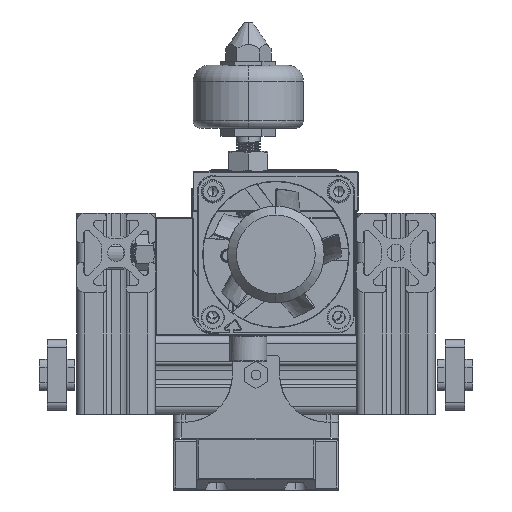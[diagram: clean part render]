
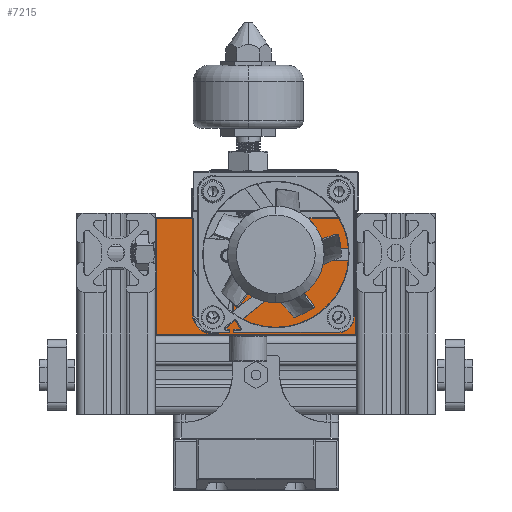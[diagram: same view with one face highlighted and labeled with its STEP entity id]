
A CAD part, front view. The second image highlights one B-rep face of the part: STEP entity #7215.
In plain terms, the highlighted face is planar.
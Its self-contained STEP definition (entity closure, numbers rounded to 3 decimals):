
#6333=CARTESIAN_POINT('Vertex',(6.117,47.743,34.085)) ;
#6336=CARTESIAN_POINT('Axis2P3D Location',(6.117,47.743,37.085)) ;
#6340=CARTESIAN_POINT('Vertex',(6.117,47.743,40.085)) ;
#6373=CARTESIAN_POINT('Vertex',(42.277,47.743,37.185)) ;
#6376=CARTESIAN_POINT('Axis2P3D Location',(37.077,47.743,37.185)) ;
#6380=CARTESIAN_POINT('Vertex',(37.077,47.743,31.985)) ;
#6400=CARTESIAN_POINT('Axis2P3D Location',(37.077,47.743,37.185)) ;
#6404=CARTESIAN_POINT('Vertex',(31.877,47.743,37.185)) ;
#6523=CARTESIAN_POINT('Vertex',(51.417,47.743,61.385)) ;
#6542=CARTESIAN_POINT('Vertex',(51.417,47.743,31.785)) ;
#6545=CARTESIAN_POINT('Line Origine',(51.417,47.743,46.585)) ;
#6733=CARTESIAN_POINT('Vertex',(42.277,47.743,61.385)) ;
#6741=CARTESIAN_POINT('Line Origine',(46.847,47.743,61.385)) ;
#6772=CARTESIAN_POINT('Line Origine',(42.277,47.743,49.285)) ;
#7103=CARTESIAN_POINT('Vertex',(31.877,47.743,43.385)) ;
#7106=CARTESIAN_POINT('Line Origine',(31.877,47.743,40.285)) ;
#7128=CARTESIAN_POINT('Axis2P3D Location',(6.117,47.743,37.085)) ;
#7140=CARTESIAN_POINT('Axis2P3D Location',(26.117,47.743,46.585)) ;
#7145=CARTESIAN_POINT('Line Origine',(25.747,47.743,43.385)) ;
#7149=CARTESIAN_POINT('Vertex',(19.617,47.743,43.385)) ;
#7152=CARTESIAN_POINT('Line Origine',(26.117,47.743,31.785)) ;
#7156=CARTESIAN_POINT('Vertex',(0.817,47.743,31.785)) ;
#7159=CARTESIAN_POINT('Line Origine',(0.817,47.743,46.585)) ;
#7163=CARTESIAN_POINT('Vertex',(0.817,47.743,61.385)) ;
#7166=CARTESIAN_POINT('Line Origine',(6.617,47.743,61.385)) ;
#7170=CARTESIAN_POINT('Vertex',(12.417,47.743,61.385)) ;
#7173=CARTESIAN_POINT('Line Origine',(12.417,47.743,55.985)) ;
#7177=CARTESIAN_POINT('Vertex',(12.417,47.743,50.585)) ;
#7181=CARTESIAN_POINT('Control Point',(12.417,47.743,50.585)) ;
#7182=CARTESIAN_POINT('Control Point',(12.417,47.743,49.927)) ;
#7183=CARTESIAN_POINT('Control Point',(12.492,47.743,49.27)) ;
#7184=CARTESIAN_POINT('Control Point',(12.642,47.743,48.624)) ;
#7185=CARTESIAN_POINT('Control Point',(13.087,47.743,47.378)) ;
#7186=CARTESIAN_POINT('Control Point',(13.801,47.743,46.264)) ;
#7187=CARTESIAN_POINT('Control Point',(14.22,47.743,45.751)) ;
#7188=CARTESIAN_POINT('Control Point',(15.168,47.743,44.828)) ;
#7189=CARTESIAN_POINT('Control Point',(16.3,47.743,44.143)) ;
#7190=CARTESIAN_POINT('Control Point',(16.903,47.743,43.867)) ;
#7191=CARTESIAN_POINT('Control Point',(17.809,47.743,43.571)) ;
#7192=CARTESIAN_POINT('Control Point',(18.747,47.743,43.429)) ;
#7193=CARTESIAN_POINT('Control Point',(19.037,47.743,43.399)) ;
#7194=CARTESIAN_POINT('Control Point',(19.327,47.743,43.385)) ;
#7195=CARTESIAN_POINT('Control Point',(19.617,47.743,43.385)) ;
#6337=DIRECTION('Axis2P3D Direction',(-0.,1.,0.)) ;
#6377=DIRECTION('Axis2P3D Direction',(-0.,1.,0.)) ;
#6401=DIRECTION('Axis2P3D Direction',(-0.,1.,0.)) ;
#6546=DIRECTION('Vector Direction',(0.,0.,-1.)) ;
#6742=DIRECTION('Vector Direction',(1.,0.,0.)) ;
#6773=DIRECTION('Vector Direction',(0.,0.,1.)) ;
#7107=DIRECTION('Vector Direction',(0.,0.,-1.)) ;
#7129=DIRECTION('Axis2P3D Direction',(-0.,1.,0.)) ;
#7141=DIRECTION('Axis2P3D Direction',(0.,1.,0.)) ;
#7142=DIRECTION('Axis2P3D XDirection',(0.,0.,1.)) ;
#7146=DIRECTION('Vector Direction',(1.,0.,0.)) ;
#7153=DIRECTION('Vector Direction',(-1.,0.,0.)) ;
#7160=DIRECTION('Vector Direction',(0.,0.,1.)) ;
#7167=DIRECTION('Vector Direction',(1.,0.,0.)) ;
#7174=DIRECTION('Vector Direction',(0.,0.,-1.)) ;
#6338=AXIS2_PLACEMENT_3D('Circle Axis2P3D',#6336,#6337,$) ;
#6378=AXIS2_PLACEMENT_3D('Circle Axis2P3D',#6376,#6377,$) ;
#6402=AXIS2_PLACEMENT_3D('Circle Axis2P3D',#6400,#6401,$) ;
#7130=AXIS2_PLACEMENT_3D('Circle Axis2P3D',#7128,#7129,$) ;
#7143=AXIS2_PLACEMENT_3D('Plane Axis2P3D',#7140,#7141,#7142) ;
#7198=ORIENTED_EDGE('',*,*,#7151,.T.) ;
#7199=ORIENTED_EDGE('',*,*,#7110,.T.) ;
#7200=ORIENTED_EDGE('',*,*,#6406,.T.) ;
#7201=ORIENTED_EDGE('',*,*,#6382,.T.) ;
#7202=ORIENTED_EDGE('',*,*,#6776,.T.) ;
#7203=ORIENTED_EDGE('',*,*,#6745,.T.) ;
#7204=ORIENTED_EDGE('',*,*,#6549,.T.) ;
#7205=ORIENTED_EDGE('',*,*,#7158,.T.) ;
#7206=ORIENTED_EDGE('',*,*,#7165,.T.) ;
#7207=ORIENTED_EDGE('',*,*,#7172,.T.) ;
#7208=ORIENTED_EDGE('',*,*,#7179,.T.) ;
#7209=ORIENTED_EDGE('',*,*,#7196,.T.) ;
#7212=ORIENTED_EDGE('',*,*,#7132,.F.) ;
#7213=ORIENTED_EDGE('',*,*,#6342,.F.) ;
#7214=FACE_BOUND('',#7211,.T.) ;
#6547=VECTOR('Line Direction',#6546,1.) ;
#6743=VECTOR('Line Direction',#6742,1.) ;
#6774=VECTOR('Line Direction',#6773,1.) ;
#7108=VECTOR('Line Direction',#7107,1.) ;
#7147=VECTOR('Line Direction',#7146,1.) ;
#7154=VECTOR('Line Direction',#7153,1.) ;
#7161=VECTOR('Line Direction',#7160,1.) ;
#7168=VECTOR('Line Direction',#7167,1.) ;
#7175=VECTOR('Line Direction',#7174,1.) ;
#7215=ADVANCED_FACE('NONE',(#7210,#7214),#7144,.T.) ;
#7180=B_SPLINE_CURVE_WITH_KNOTS('',5,(#7181,#7182,#7183,#7184,#7185,#7186,#7187,#7188,#7189,#7190,#7191,#7192,#7193,#7194,#7195),.UNSPECIFIED.,.F.,.U.,(6,3,3,3,6),(0.,4.648,9.295,13.943,15.993),.UNSPECIFIED.) ;
#6339=CIRCLE('generated circle',#6338,3.) ;
#6379=CIRCLE('generated circle',#6378,5.2) ;
#6403=CIRCLE('generated circle',#6402,5.2) ;
#7131=CIRCLE('generated circle',#7130,3.) ;
#6342=EDGE_CURVE('',#6334,#6341,#6339,.T.) ;
#6382=EDGE_CURVE('',#6381,#6374,#6379,.F.) ;
#6406=EDGE_CURVE('',#6405,#6381,#6403,.F.) ;
#6549=EDGE_CURVE('',#6524,#6543,#6548,.T.) ;
#6745=EDGE_CURVE('',#6734,#6524,#6744,.T.) ;
#6776=EDGE_CURVE('',#6374,#6734,#6775,.T.) ;
#7110=EDGE_CURVE('',#7104,#6405,#7109,.T.) ;
#7132=EDGE_CURVE('',#6341,#6334,#7131,.T.) ;
#7151=EDGE_CURVE('',#7150,#7104,#7148,.T.) ;
#7158=EDGE_CURVE('',#6543,#7157,#7155,.T.) ;
#7165=EDGE_CURVE('',#7157,#7164,#7162,.T.) ;
#7172=EDGE_CURVE('',#7164,#7171,#7169,.T.) ;
#7179=EDGE_CURVE('',#7171,#7178,#7176,.T.) ;
#7196=EDGE_CURVE('',#7178,#7150,#7180,.T.) ;
#7197=EDGE_LOOP('',(#7198,#7199,#7200,#7201,#7202,#7203,#7204,#7205,#7206,#7207,#7208,#7209)) ;
#7211=EDGE_LOOP('',(#7212,#7213)) ;
#7210=FACE_OUTER_BOUND('',#7197,.T.) ;
#6548=LINE('Line',#6545,#6547) ;
#6744=LINE('Line',#6741,#6743) ;
#6775=LINE('Line',#6772,#6774) ;
#7109=LINE('Line',#7106,#7108) ;
#7148=LINE('Line',#7145,#7147) ;
#7155=LINE('Line',#7152,#7154) ;
#7162=LINE('Line',#7159,#7161) ;
#7169=LINE('Line',#7166,#7168) ;
#7176=LINE('Line',#7173,#7175) ;
#7144=PLANE('Plane',#7143) ;
#6334=VERTEX_POINT('',#6333) ;
#6341=VERTEX_POINT('',#6340) ;
#6374=VERTEX_POINT('',#6373) ;
#6381=VERTEX_POINT('',#6380) ;
#6405=VERTEX_POINT('',#6404) ;
#6524=VERTEX_POINT('',#6523) ;
#6543=VERTEX_POINT('',#6542) ;
#6734=VERTEX_POINT('',#6733) ;
#7104=VERTEX_POINT('',#7103) ;
#7150=VERTEX_POINT('',#7149) ;
#7157=VERTEX_POINT('',#7156) ;
#7164=VERTEX_POINT('',#7163) ;
#7171=VERTEX_POINT('',#7170) ;
#7178=VERTEX_POINT('',#7177) ;
